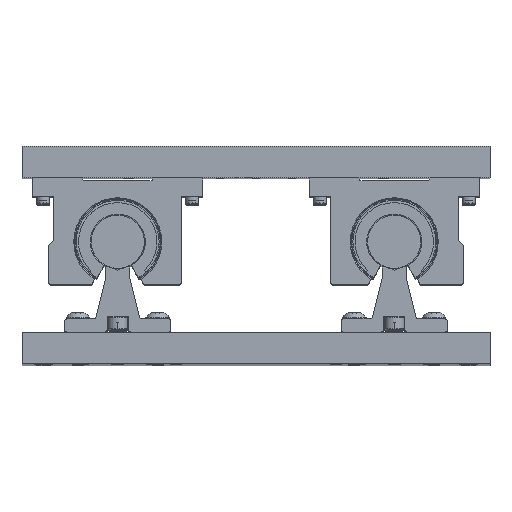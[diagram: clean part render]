
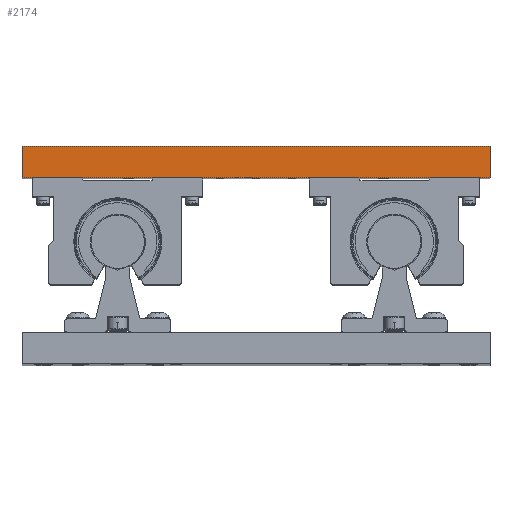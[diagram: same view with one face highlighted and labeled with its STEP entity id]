
A CAD part, top view. The second image highlights one B-rep face of the part: STEP entity #2174.
In plain terms, the highlighted planar face has unit normal (0, 0, 1).
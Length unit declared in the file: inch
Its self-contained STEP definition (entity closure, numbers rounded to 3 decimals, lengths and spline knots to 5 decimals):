
#178 = DIRECTION ( 'NONE',  ( 0., 0., -1. ) ) ;
#476 = DIRECTION ( 'NONE',  ( 0., -1., 0. ) ) ;
#2174 = ADVANCED_FACE ( 'NONE', ( #66898 ), #49940, .F. ) ;
#3590 = EDGE_CURVE ( 'NONE', #21331, #44508, #9774, .T. ) ;
#9774 = LINE ( 'NONE', #44116, #51036 ) ;
#15536 = DIRECTION ( 'NONE',  ( -1., 0., 0. ) ) ;
#16430 = DIRECTION ( 'NONE',  ( 1., 0., 0. ) ) ;
#21297 = VECTOR ( 'NONE', #476, 39.37008 ) ;
#21331 = VERTEX_POINT ( 'NONE', #35610 ) ;
#22281 = EDGE_CURVE ( 'NONE', #21331, #37073, #36454, .T. ) ;
#23094 = CARTESIAN_POINT ( 'NONE',  ( 5.5, 3.625, -0.5 ) ) ;
#27455 = AXIS2_PLACEMENT_3D ( 'NONE', #94959, #178, #15536 ) ;
#27867 = EDGE_CURVE ( 'NONE', #44508, #95302, #31497, .T. ) ;
#29077 = ORIENTED_EDGE ( 'NONE', *, *, #27867, .F. ) ;
#31497 = LINE ( 'NONE', #76606, #107973 ) ;
#33116 = VECTOR ( 'NONE', #16430, 39.37008 ) ;
#35610 = CARTESIAN_POINT ( 'NONE',  ( -5.5, 4.375, -0.5 ) ) ;
#36454 = LINE ( 'NONE', #60198, #21297 ) ;
#37073 = VERTEX_POINT ( 'NONE', #54025 ) ;
#39033 = ORIENTED_EDGE ( 'NONE', *, *, #22281, .T. ) ;
#44116 = CARTESIAN_POINT ( 'NONE',  ( -5.5, 4.375, -0.5 ) ) ;
#44508 = VERTEX_POINT ( 'NONE', #83155 ) ;
#44571 = LINE ( 'NONE', #68360, #33116 ) ;
#49940 = PLANE ( 'NONE',  #27455 ) ;
#51036 = VECTOR ( 'NONE', #61593, 39.37008 ) ;
#54025 = CARTESIAN_POINT ( 'NONE',  ( -5.5, 3.625, -0.5 ) ) ;
#57800 = ORIENTED_EDGE ( 'NONE', *, *, #69082, .T. ) ;
#60198 = CARTESIAN_POINT ( 'NONE',  ( -5.5, 4.375, -0.5 ) ) ;
#61593 = DIRECTION ( 'NONE',  ( 1., 0., 0. ) ) ;
#65170 = EDGE_LOOP ( 'NONE', ( #57800, #29077, #103757, #39033 ) ) ;
#65924 = DIRECTION ( 'NONE',  ( 0., -1., 0. ) ) ;
#66898 = FACE_OUTER_BOUND ( 'NONE', #65170, .T. ) ;
#68360 = CARTESIAN_POINT ( 'NONE',  ( -5.5, 3.625, -0.5 ) ) ;
#69082 = EDGE_CURVE ( 'NONE', #37073, #95302, #44571, .T. ) ;
#76606 = CARTESIAN_POINT ( 'NONE',  ( 5.5, 4.375, -0.5 ) ) ;
#83155 = CARTESIAN_POINT ( 'NONE',  ( 5.5, 4.375, -0.5 ) ) ;
#94959 = CARTESIAN_POINT ( 'NONE',  ( -5.5, 4.375, -0.5 ) ) ;
#95302 = VERTEX_POINT ( 'NONE', #23094 ) ;
#103757 = ORIENTED_EDGE ( 'NONE', *, *, #3590, .F. ) ;
#107973 = VECTOR ( 'NONE', #65924, 39.37008 ) ;
